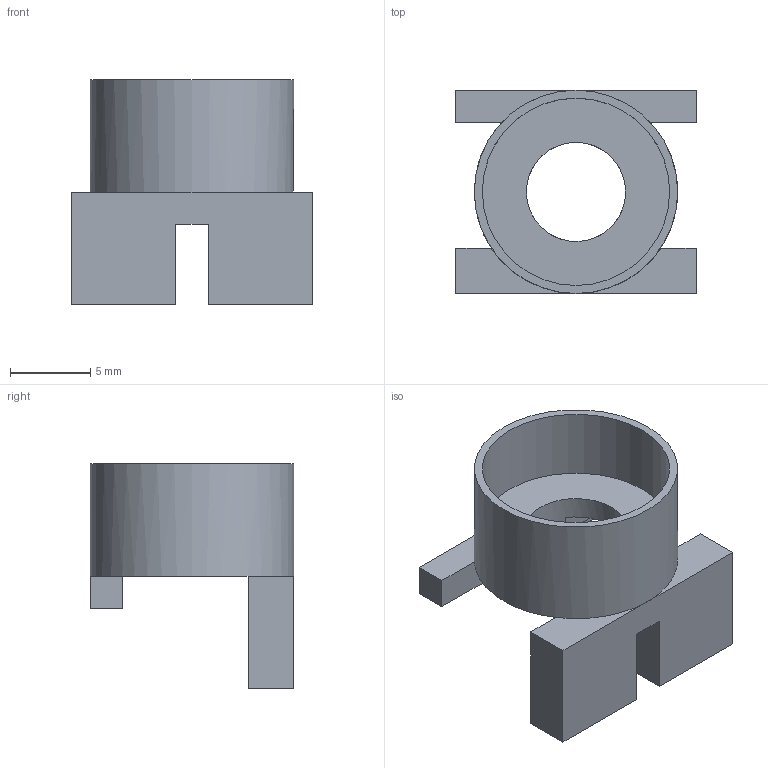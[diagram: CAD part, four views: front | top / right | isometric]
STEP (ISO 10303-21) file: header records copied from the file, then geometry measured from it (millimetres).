
FILE_DESCRIPTION(/* description */ (''),/* implementation_level */ '2;1');
FILE_NAME(/* name */ 'AT-LP60 Headphone Mod 3.5 MM PCB Mount v11.step',/* time_stamp */ '2024-03-15T05:55:53-04:00',/* author */ (''),/* organization */ (''),/* preprocessor_version */ 'ST-DEVELOPER v20',/* originating_system */ 'Autodesk Translation Framework v12.20.1.177',/* authorisation */ '');
FILE_SCHEMA (('AUTOMOTIVE_DESIGN { 1 0 10303 214 3 1 1 }'));
Length unit declared in the file: millimetre
Products named in the file (2): AT-LP60 Headphone Mod 3.5 MM PCB Mount; Mount
Assembly tree (1 placements, depth 2):
  AT-LP60 Headphone Mod 3.5 MM PCB Mount
    Mount
Bounding box: 15 x 12.7 x 14 mm (x, y, z)
Volume: 636.3 mm3; surface area: 1100.9 mm2
Topology: 1 solids, 1 shells, 32 faces, 81 edges, 52 vertices
Faces by surface type: plane 29, cylinder 3
Full cylindrical faces by diameter (mm): 6.2 x1, 11.7 x1, 12.7 x1
Entity records: 1010 total; most frequent: CARTESIAN_POINT 168, DIRECTION 167, ORIENTED_EDGE 162, EDGE_CURVE 81, LINE 65, VECTOR 65, VERTEX_POINT 52, AXIS2_PLACEMENT_3D 51
